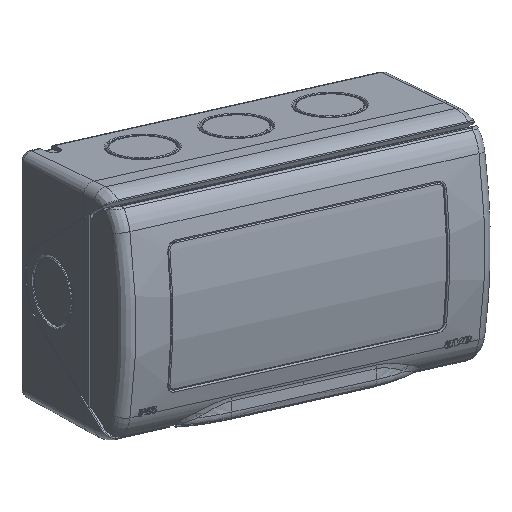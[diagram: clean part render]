
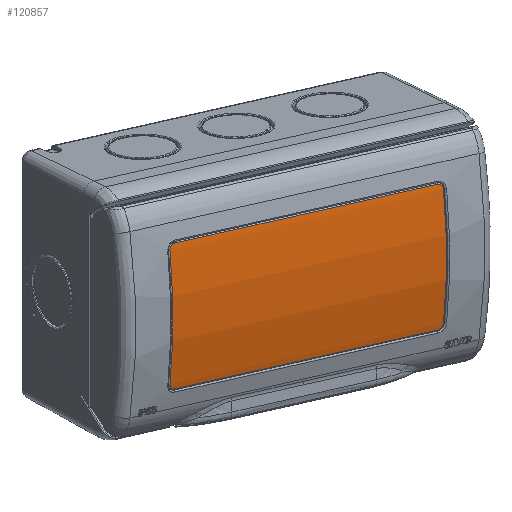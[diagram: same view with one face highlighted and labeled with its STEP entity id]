
A CAD part, top view. The second image highlights one B-rep face of the part: STEP entity #120857.
In plain terms, the highlighted cylindrical face has radius 150 mm (diameter 300 mm), a partial arc.
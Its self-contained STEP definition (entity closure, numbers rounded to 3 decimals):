
#120493=CARTESIAN_POINT('Vertex',(52.1,-22.676,21.776)) ;
#120509=CARTESIAN_POINT('Vertex',(52.1,22.676,21.776)) ;
#120512=CARTESIAN_POINT('Axis2P3D Location',(52.1,0.,-126.5)) ;
#120601=CARTESIAN_POINT('Vertex',(50.1,24.682,21.455)) ;
#120605=CARTESIAN_POINT('Control Point',(50.1,24.682,21.455)) ;
#120606=CARTESIAN_POINT('Control Point',(50.196,24.682,21.455)) ;
#120607=CARTESIAN_POINT('Control Point',(50.292,24.677,21.456)) ;
#120608=CARTESIAN_POINT('Control Point',(50.387,24.665,21.458)) ;
#120609=CARTESIAN_POINT('Control Point',(50.745,24.6,21.469)) ;
#120610=CARTESIAN_POINT('Control Point',(51.083,24.454,21.493)) ;
#120611=CARTESIAN_POINT('Control Point',(51.311,24.306,21.518)) ;
#120612=CARTESIAN_POINT('Control Point',(51.71,23.94,21.578)) ;
#120613=CARTESIAN_POINT('Control Point',(51.968,23.466,21.654)) ;
#120614=CARTESIAN_POINT('Control Point',(52.056,23.209,21.694)) ;
#120615=CARTESIAN_POINT('Control Point',(52.1,22.942,21.735)) ;
#120616=CARTESIAN_POINT('Control Point',(52.1,22.676,21.776)) ;
#120641=CARTESIAN_POINT('Vertex',(-50.1,24.682,21.455)) ;
#120644=CARTESIAN_POINT('Line Origine',(0.,24.682,21.455)) ;
#120665=CARTESIAN_POINT('Vertex',(-50.1,-24.682,21.455)) ;
#120681=CARTESIAN_POINT('Vertex',(50.1,-24.682,21.455)) ;
#120684=CARTESIAN_POINT('Line Origine',(0.,-24.682,21.455)) ;
#120766=CARTESIAN_POINT('Control Point',(52.1,-22.676,21.776)) ;
#120767=CARTESIAN_POINT('Control Point',(52.1,-22.779,21.76)) ;
#120768=CARTESIAN_POINT('Control Point',(52.093,-22.882,21.744)) ;
#120769=CARTESIAN_POINT('Control Point',(52.08,-22.985,21.729)) ;
#120770=CARTESIAN_POINT('Control Point',(52.01,-23.346,21.672)) ;
#120771=CARTESIAN_POINT('Control Point',(51.858,-23.686,21.618)) ;
#120772=CARTESIAN_POINT('Control Point',(51.71,-23.91,21.582)) ;
#120773=CARTESIAN_POINT('Control Point',(51.346,-24.3,21.519)) ;
#120774=CARTESIAN_POINT('Control Point',(50.876,-24.553,21.477)) ;
#120775=CARTESIAN_POINT('Control Point',(50.624,-24.639,21.463)) ;
#120776=CARTESIAN_POINT('Control Point',(50.362,-24.682,21.455)) ;
#120777=CARTESIAN_POINT('Control Point',(50.1,-24.682,21.455)) ;
#120795=CARTESIAN_POINT('Vertex',(-52.1,22.676,21.776)) ;
#120811=CARTESIAN_POINT('Vertex',(-52.1,-22.676,21.776)) ;
#120814=CARTESIAN_POINT('Axis2P3D Location',(-52.1,0.,-126.5)) ;
#120826=CARTESIAN_POINT('Axis2P3D Location',(0.,0.,-126.5)) ;
#120832=CARTESIAN_POINT('Control Point',(-52.1,22.676,21.776)) ;
#120833=CARTESIAN_POINT('Control Point',(-52.1,23.303,21.68)) ;
#120834=CARTESIAN_POINT('Control Point',(-51.857,23.93,21.581)) ;
#120835=CARTESIAN_POINT('Control Point',(-51.365,24.432,21.497)) ;
#120836=CARTESIAN_POINT('Control Point',(-50.732,24.682,21.455)) ;
#120837=CARTESIAN_POINT('Control Point',(-50.1,24.682,21.455)) ;
#120840=CARTESIAN_POINT('Control Point',(-50.1,-24.682,21.455)) ;
#120841=CARTESIAN_POINT('Control Point',(-50.732,-24.682,21.455)) ;
#120842=CARTESIAN_POINT('Control Point',(-51.365,-24.432,21.497)) ;
#120843=CARTESIAN_POINT('Control Point',(-51.856,-23.93,21.581)) ;
#120844=CARTESIAN_POINT('Control Point',(-52.1,-23.303,21.68)) ;
#120845=CARTESIAN_POINT('Control Point',(-52.1,-22.676,21.776)) ;
#120513=DIRECTION('Axis2P3D Direction',(-1.,-0.,0.)) ;
#120645=DIRECTION('Vector Direction',(1.,0.,0.)) ;
#120685=DIRECTION('Vector Direction',(1.,0.,0.)) ;
#120815=DIRECTION('Axis2P3D Direction',(-1.,0.,0.)) ;
#120827=DIRECTION('Axis2P3D Direction',(-1.,0.,0.)) ;
#120828=DIRECTION('Axis2P3D XDirection',(0.,-0.167,0.986)) ;
#120514=AXIS2_PLACEMENT_3D('Circle Axis2P3D',#120512,#120513,$) ;
#120816=AXIS2_PLACEMENT_3D('Circle Axis2P3D',#120814,#120815,$) ;
#120829=AXIS2_PLACEMENT_3D('Cylinder Axis2P3D',#120826,#120827,#120828) ;
#120848=ORIENTED_EDGE('',*,*,#120688,.T.) ;
#120849=ORIENTED_EDGE('',*,*,#120778,.T.) ;
#120850=ORIENTED_EDGE('',*,*,#120516,.T.) ;
#120851=ORIENTED_EDGE('',*,*,#120617,.T.) ;
#120852=ORIENTED_EDGE('',*,*,#120648,.T.) ;
#120853=ORIENTED_EDGE('',*,*,#120838,.T.) ;
#120854=ORIENTED_EDGE('',*,*,#120818,.T.) ;
#120855=ORIENTED_EDGE('',*,*,#120846,.T.) ;
#120646=VECTOR('Line Direction',#120645,1.) ;
#120686=VECTOR('Line Direction',#120685,1.) ;
#120857=ADVANCED_FACE('PartBody',(#120856),#120830,.T.) ;
#120604=B_SPLINE_CURVE_WITH_KNOTS('',5,(#120605,#120606,#120607,#120608,#120609,#120610,#120611,#120612,#120613,#120614,#120615,#120616),.UNSPECIFIED.,.F.,.U.,(6,3,3,6),(7.592,8.359,10.501,12.649),.UNSPECIFIED.) ;
#120765=B_SPLINE_CURVE_WITH_KNOTS('',5,(#120766,#120767,#120768,#120769,#120770,#120771,#120772,#120773,#120774,#120775,#120776,#120777),.UNSPECIFIED.,.F.,.U.,(6,3,3,6),(7.573,8.404,10.532,12.63),.UNSPECIFIED.) ;
#120831=B_SPLINE_CURVE_WITH_KNOTS('',5,(#120832,#120833,#120834,#120835,#120836,#120837),.UNSPECIFIED.,.F.,.U.,(6,6),(7.573,12.63),.UNSPECIFIED.) ;
#120839=B_SPLINE_CURVE_WITH_KNOTS('',5,(#120840,#120841,#120842,#120843,#120844,#120845),.UNSPECIFIED.,.F.,.U.,(6,6),(7.592,12.649),.UNSPECIFIED.) ;
#120515=CIRCLE('generated circle',#120514,150.) ;
#120817=CIRCLE('generated circle',#120816,150.) ;
#120830=CYLINDRICAL_SURFACE('generated cylinder',#120829,150.) ;
#120516=EDGE_CURVE('',#120494,#120510,#120515,.T.) ;
#120617=EDGE_CURVE('',#120510,#120602,#120604,.F.) ;
#120648=EDGE_CURVE('',#120602,#120642,#120647,.F.) ;
#120688=EDGE_CURVE('',#120666,#120682,#120687,.T.) ;
#120778=EDGE_CURVE('',#120682,#120494,#120765,.F.) ;
#120818=EDGE_CURVE('',#120796,#120812,#120817,.F.) ;
#120838=EDGE_CURVE('',#120642,#120796,#120831,.F.) ;
#120846=EDGE_CURVE('',#120812,#120666,#120839,.F.) ;
#120847=EDGE_LOOP('',(#120848,#120849,#120850,#120851,#120852,#120853,#120854,#120855)) ;
#120856=FACE_OUTER_BOUND('',#120847,.T.) ;
#120647=LINE('Line',#120644,#120646) ;
#120687=LINE('Line',#120684,#120686) ;
#120494=VERTEX_POINT('',#120493) ;
#120510=VERTEX_POINT('',#120509) ;
#120602=VERTEX_POINT('',#120601) ;
#120642=VERTEX_POINT('',#120641) ;
#120666=VERTEX_POINT('',#120665) ;
#120682=VERTEX_POINT('',#120681) ;
#120796=VERTEX_POINT('',#120795) ;
#120812=VERTEX_POINT('',#120811) ;
